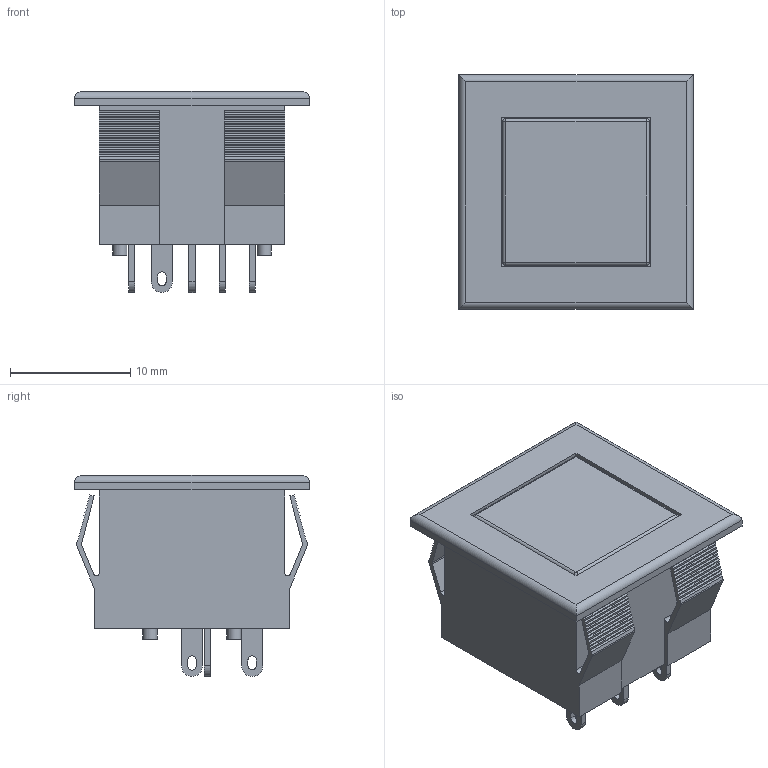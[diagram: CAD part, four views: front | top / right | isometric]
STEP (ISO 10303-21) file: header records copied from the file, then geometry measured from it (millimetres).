
FILE_DESCRIPTION(/* description */ (''),/* implementation_level */ '2;1');
FILE_NAME(/* name */ 'ULP12xxM1xPMCL1xxxNIL.stp',/* time_stamp */ '2025-06-04T13:54:36-05:00',/* author */ ('mroman'),/* organization */ (''),/* preprocessor_version */ 'ST-DEVELOPER v18.1',/* originating_system */ 'Autodesk Inventor 2022',/* authorisation */ '');
FILE_SCHEMA (('AUTOMOTIVE_DESIGN { 1 0 10303 214 3 1 1 }'));
Length unit declared in the file: centimetre
Products named in the file (1): ULP12xxM1xPMCL1xxxNIL
Bounding box: 19.5 x 19.5 x 16.7 mm (x, y, z)
Volume: 1465.4 mm3; surface area: 3829.6 mm2
Topology: 1 solids, 2 shells, 428 faces, 1169 edges, 757 vertices
Faces by surface type: plane 377, cylinder 47, sphere 4
Full cylindrical faces by diameter (mm): 1.2 x4
Entity records: 13312 total; most frequent: CARTESIAN_POINT 2351, ORIENTED_EDGE 2330, DIRECTION 2109, EDGE_CURVE 1165, LINE 1079, VECTOR 1079, VERTEX_POINT 757, AXIS2_PLACEMENT_3D 515
